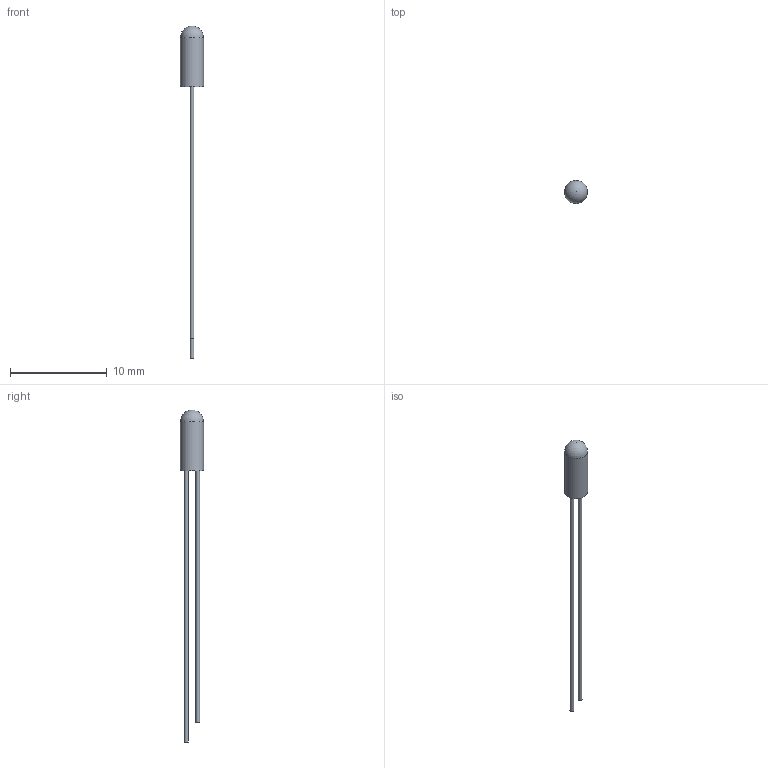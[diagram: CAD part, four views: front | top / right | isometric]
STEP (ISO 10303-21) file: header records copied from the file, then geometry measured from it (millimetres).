
FILE_DESCRIPTION(/* description */ (''),/* implementation_level */ '2;1');
FILE_NAME(/* name */ 'AL107_NEW.step',/* time_stamp */ '2021-08-20T16:19:11+03:00',/* author */ (''),/* organization */ (''),/* preprocessor_version */ 'ST-DEVELOPER v18.1',/* originating_system */ 'Autodesk Translation Framework v10.9.0.1377',/* authorisation */ '');
FILE_SCHEMA (('AUTOMOTIVE_DESIGN { 1 0 10303 214 3 1 1 }'));
Length unit declared in the file: millimetre
Products named in the file (1): AL107_NEW
Bounding box: 2.4 x 2.4 x 34.3 mm (x, y, z)
Volume: 34.7 mm3; surface area: 132.5 mm2
Topology: 4 solids, 4 shells, 21 faces, 41 edges, 27 vertices
Faces by surface type: plane 14, cylinder 4, sphere 1, cone 1, bspline 1
Full cylindrical faces by diameter (mm): 0.4 x2, 2.4 x1
Entity records: 636 total; most frequent: CARTESIAN_POINT 163, DIRECTION 84, ORIENTED_EDGE 80, EDGE_CURVE 40, AXIS2_PLACEMENT_3D 31, VERTEX_POINT 27, LINE 22, VECTOR 22
